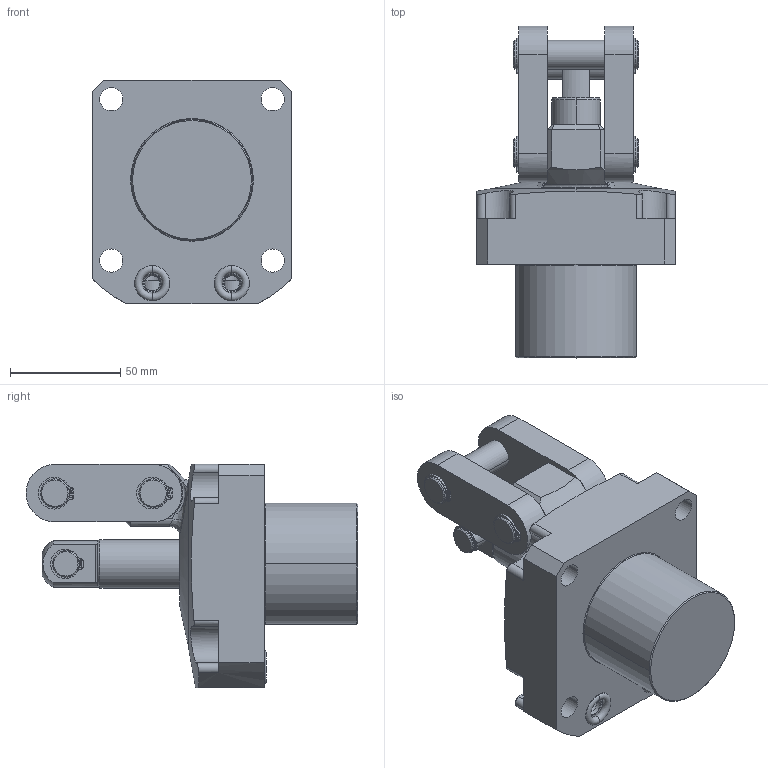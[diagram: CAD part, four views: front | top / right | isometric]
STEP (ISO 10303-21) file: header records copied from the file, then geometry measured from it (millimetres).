
FILE_DESCRIPTION((''),'2;1');
FILE_NAME('ILC16322800','2023-03-14T10:23:18',('rkuestersteffen'),(''),'CREO PARAMETRIC BY PTC INC, 2021164','CREO PARAMETRIC BY PTC INC, 2021164','');
FILE_SCHEMA(('AUTOMOTIVE_DESIGN { 1 0 10303 214 1 1 1 1 }'));
Length unit declared in the file: inch
Products named in the file (3): ILC16322800_BODY; ILC16322800_LUG; ILC16322800
Assembly tree (2 placements, depth 2):
  ILC16322800
    ILC16322800_BODY
    ILC16322800_LUG
Bounding box: 89.99 x 150.14 x 100.99 mm (x, y, z)
Volume: 473947.6 mm3; surface area: 76138.3 mm2
Topology: 2 solids, 6 shells, 336 faces, 862 edges, 556 vertices
Faces by surface type: cylinder 165, plane 108, cone 39, torus 14, sphere 6, bspline 4
Entity records: 14300 total; most frequent: CARTESIAN_POINT 2548, DIRECTION 2002, ORIENTED_EDGE 1708, PRESENTATION_STYLE_ASSIGNMENT 907, STYLED_ITEM 907, CURVE_STYLE 901, EDGE_CURVE 862, AXIS2_PLACEMENT_3D 798
